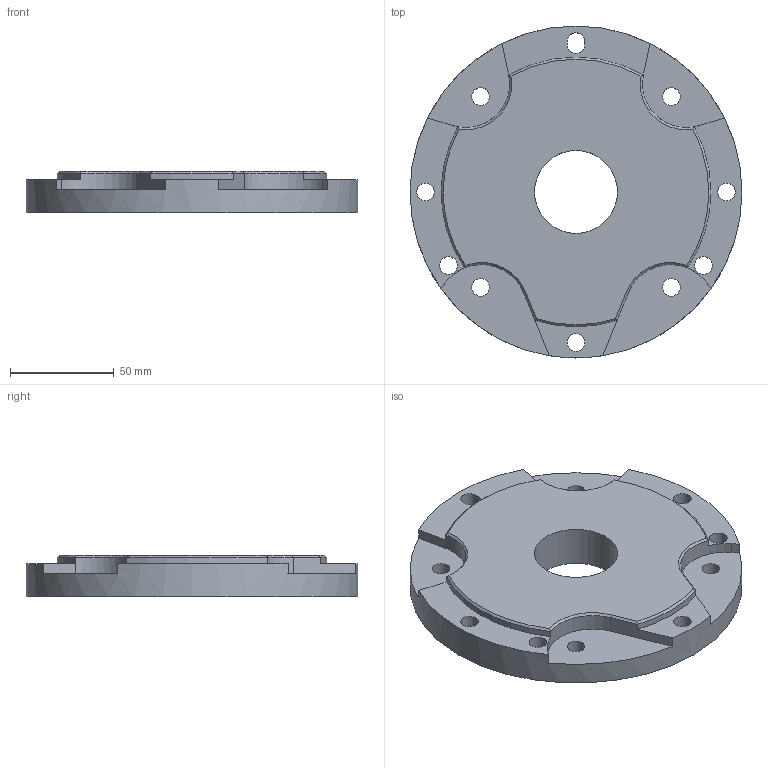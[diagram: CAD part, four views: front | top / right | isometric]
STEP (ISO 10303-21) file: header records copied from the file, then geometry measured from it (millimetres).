
FILE_DESCRIPTION(('FreeCAD Model'),'2;1');
FILE_NAME('Open CASCADE Shape Model','2021-08-07T04:12:35',('Author'),( ''),'Open CASCADE STEP processor 7.4','FreeCAD','Unknown');
FILE_SCHEMA(('AUTOMOTIVE_DESIGN { 1 0 10303 214 1 1 1 1 }'));
Length unit declared in the file: millimetre
Products named in the file (1): Chamfer004
Bounding box: 160 x 160 x 20 mm (x, y, z)
Volume: 313168.5 mm3; surface area: 52516.8 mm2
Topology: 1 solids, 1 shells, 59 faces, 154 edges, 97 vertices
Faces by surface type: cylinder 24, plane 20, cone 15
Full cylindrical faces by diameter (mm): 8.5 x9, 40 x1, 160 x1
Entity records: 4145 total; most frequent: CARTESIAN_POINT 1114, DIRECTION 550, ORIENTED_EDGE 308, PCURVE 308, DEFINITIONAL_REPRESENTATION 308, LINE 228, VECTOR 228, EDGE_CURVE 154
